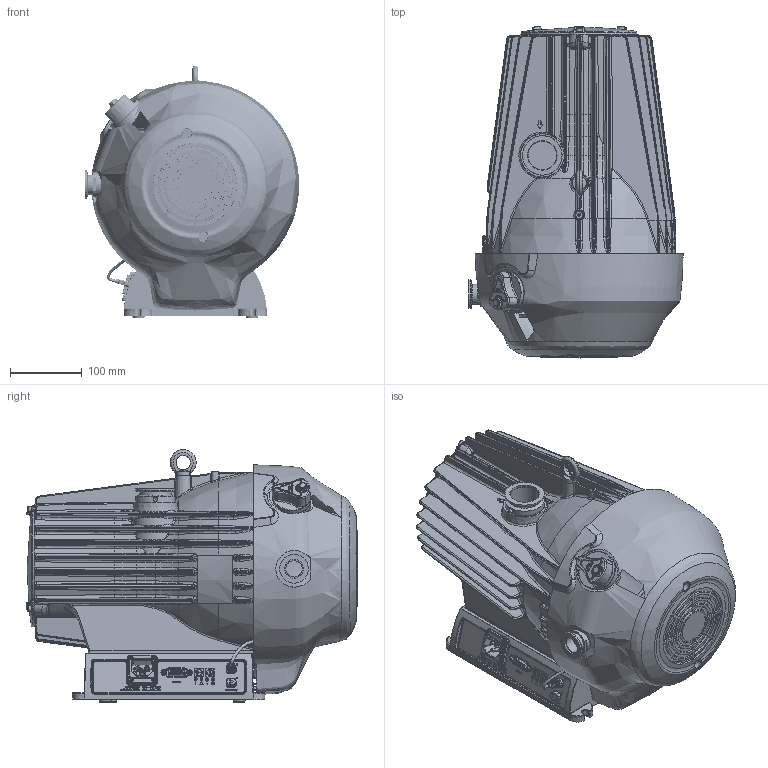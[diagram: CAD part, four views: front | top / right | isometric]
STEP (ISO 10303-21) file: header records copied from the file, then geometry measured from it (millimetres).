
FILE_DESCRIPTION(/* description */ ('Transferdokument HiScroll 46, 1-ph mit RPT'),/* implementation_level */ '2;1');
FILE_NAME(/* name */ '11000001171.stp',/* time_stamp */ '2024-12-03T14:59:28+01:00',/* author */ ('SCHAEFER'),/* organization */ (''),/* preprocessor_version */ 'ST-DEVELOPER v18.1',/* originating_system */ 'Autodesk Inventor 2021',/* authorisation */ '');
FILE_SCHEMA (('AUTOMOTIVE_DESIGN { 1 0 10303 214 3 1 1 }'));
Products named in the file (1): 11000001171
Bounding box: 298.83 x 462.65 x 352.1 mm (x, y, z)
Volume: 20340248.9 mm3; surface area: 999301.2 mm2
Topology: 2 solids, 79 shells, 7257 faces, 18944 edges, 12029 vertices
Faces by surface type: plane 2735, bspline 2514, cylinder 1127, cone 426, torus 342, sphere 113
Full cylindrical faces by diameter (mm): 2 x15, 2.25 x2, 2.4 x2, 2.459 x8, 3 x8, 3.1 x3, 3.242 x2, 3.3 x4, 3.4 x4, 3.5 x6, 3.64 x4, 4 x15, 4.134 x1, 4.3 x1, 5 x3, 5.4 x2, 5.5 x3, 5.54 x10, 6 x2, 7.3 x1, 8.5 x3, 9 x5, 9.73 x1, 11 x1, 13.5 x3, 16 x3, 19 x1, 19.096 x1, 19.1 x4, 19.4 x1
Entity records: 321306 total; most frequent: CARTESIAN_POINT 153022, ORIENTED_EDGE 37613, DIRECTION 27079, EDGE_CURVE 18870, VERTEX_POINT 12029, AXIS2_PLACEMENT_3D 9485, LINE 8109, VECTOR 8109
